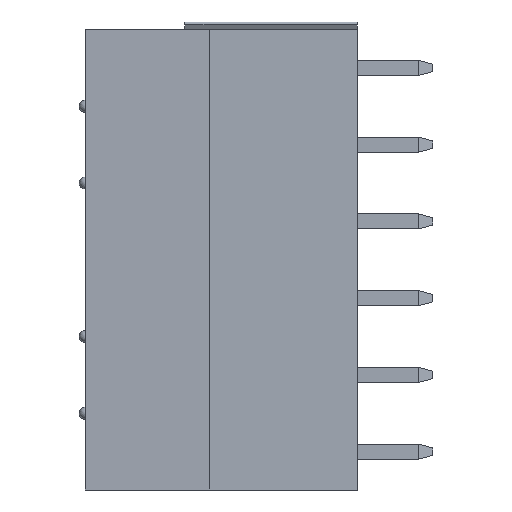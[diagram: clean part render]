
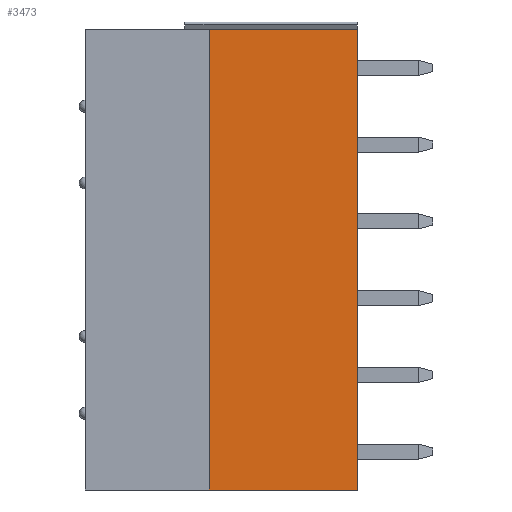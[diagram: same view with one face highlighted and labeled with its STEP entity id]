
A CAD part, left-side view. The second image highlights one B-rep face of the part: STEP entity #3473.
In plain terms, the highlighted planar face has unit normal (-1, 0, 0).
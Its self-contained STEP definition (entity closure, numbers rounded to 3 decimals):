
#54=DIRECTION('',(0.,-1.,0.));
#55=VECTOR('',#54,9.8);
#56=CARTESIAN_POINT('',(-5.603,0.8,-27.94));
#57=LINE('',#56,#55);
#111=DIRECTION('',(0.,0.,1.));
#112=VECTOR('',#111,30.48);
#113=CARTESIAN_POINT('',(-5.603,-9.,-27.94));
#114=LINE('',#113,#112);
#276=DIRECTION('',(0.,0.,1.));
#277=VECTOR('',#276,30.48);
#278=CARTESIAN_POINT('',(-5.603,0.8,-27.94));
#279=LINE('',#278,#277);
#516=DIRECTION('',(0.,-1.,0.));
#517=VECTOR('',#516,9.8);
#518=CARTESIAN_POINT('',(-5.603,0.8,2.54));
#519=LINE('',#518,#517);
#2565=CARTESIAN_POINT('',(-5.603,0.8,-27.94));
#2566=VERTEX_POINT('',#2565);
#2567=CARTESIAN_POINT('',(-5.603,-9.,-27.94));
#2568=VERTEX_POINT('',#2567);
#2583=CARTESIAN_POINT('',(-5.603,0.8,2.54));
#2584=VERTEX_POINT('',#2583);
#2585=CARTESIAN_POINT('',(-5.603,-9.,2.54));
#2586=VERTEX_POINT('',#2585);
#3460=CARTESIAN_POINT('',(-5.603,0.8,-27.94));
#3461=DIRECTION('',(-1.,0.,0.));
#3462=DIRECTION('',(0.,-1.,0.));
#3463=AXIS2_PLACEMENT_3D('',#3460,#3461,#3462);
#3464=PLANE('',#3463);
#3465=ORIENTED_EDGE('',*,*,#3236,.F.);
#3467=ORIENTED_EDGE('',*,*,#3466,.T.);
#3469=ORIENTED_EDGE('',*,*,#3468,.T.);
#3470=ORIENTED_EDGE('',*,*,#3291,.F.);
#3471=EDGE_LOOP('',(#3465,#3467,#3469,#3470));
#3472=FACE_OUTER_BOUND('',#3471,.F.);
#3236=EDGE_CURVE('',#2566,#2568,#57,.T.);
#3291=EDGE_CURVE('',#2568,#2586,#114,.T.);
#3466=EDGE_CURVE('',#2566,#2584,#279,.T.);
#3468=EDGE_CURVE('',#2584,#2586,#519,.T.);
#3473=ADVANCED_FACE('',(#3472),#3464,.T.);
